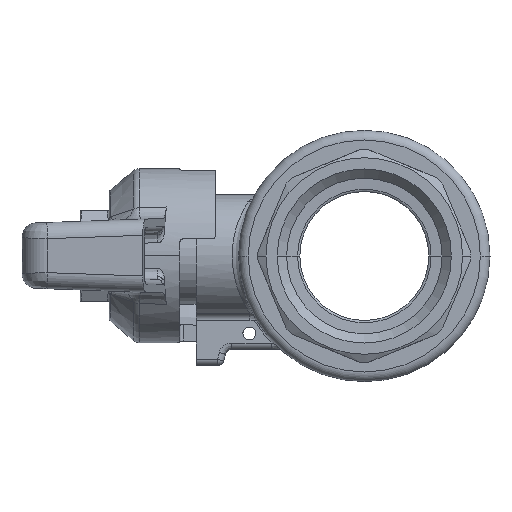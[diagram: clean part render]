
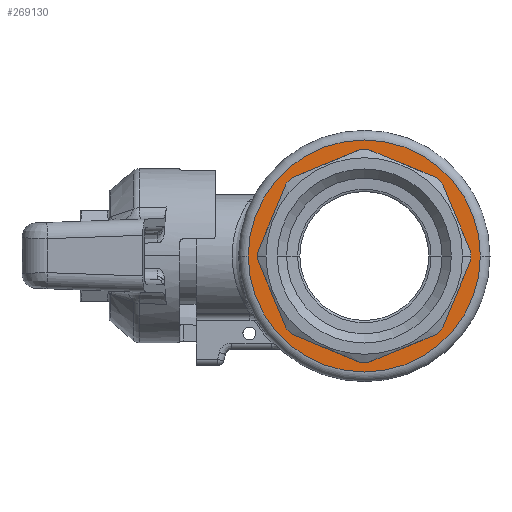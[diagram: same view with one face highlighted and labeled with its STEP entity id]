
A CAD part, left-side view. The second image highlights one B-rep face of the part: STEP entity #269130.
In plain terms, the highlighted face is planar.
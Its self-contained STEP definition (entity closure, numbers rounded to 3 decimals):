
#264900=CARTESIAN_POINT('',(19.5,-0.705,16.485));
#264910=VERTEX_POINT('',#264900);
#264960=CARTESIAN_POINT('',(19.5,0.,0.));
#264970=DIRECTION('',(-1.,-0.,0.));
#264980=DIRECTION('',(0.,-0.043,0.999));
#264990=AXIS2_PLACEMENT_3D('',#264960,#264970,#264980);
#265000=CIRCLE('',#264990,16.5);
#265010=CARTESIAN_POINT('',(19.5,0.705,16.485));
#265020=VERTEX_POINT('',#265010);
#265030=EDGE_CURVE('',#264910,#265020,#265000,.T.);
#265340=CARTESIAN_POINT('',(19.5,-11.158,12.155));
#265350=VERTEX_POINT('',#265340);
#265380=CARTESIAN_POINT('',(19.5,-11.158,12.155));
#265390=DIRECTION('',(0.,0.924,0.383));
#265400=VECTOR('',#265390,1.);
#265410=LINE('',#265380,#265400);
#265420=EDGE_CURVE('',#265350,#264910,#265410,.T.);
#265680=CARTESIAN_POINT('',(19.5,-12.155,11.158));
#265690=VERTEX_POINT('',#265680);
#265740=CARTESIAN_POINT('',(19.5,0.,0.));
#265750=DIRECTION('',(-1.,-0.,0.));
#265760=DIRECTION('',(0.,-0.737,0.676));
#265770=AXIS2_PLACEMENT_3D('',#265740,#265750,#265760);
#265780=CIRCLE('',#265770,16.5);
#265790=EDGE_CURVE('',#265690,#265350,#265780,.T.);
#266030=CARTESIAN_POINT('',(19.5,-16.485,0.705));
#266040=VERTEX_POINT('',#266030);
#266070=CARTESIAN_POINT('',(19.5,-16.485,0.705));
#266080=DIRECTION('',(0.,0.383,0.924));
#266090=VECTOR('',#266080,1.);
#266100=LINE('',#266070,#266090);
#266110=EDGE_CURVE('',#266040,#265690,#266100,.T.);
#266370=CARTESIAN_POINT('',(19.5,-16.485,-0.705));
#266380=VERTEX_POINT('',#266370);
#266410=CARTESIAN_POINT('',(19.5,0.,0.));
#266420=DIRECTION('',(-1.,-0.,0.));
#266430=DIRECTION('',(0.,-1.,0.));
#266440=AXIS2_PLACEMENT_3D('',#266410,#266420,#266430);
#266450=CIRCLE('',#266440,16.5);
#266460=EDGE_CURVE('',#266380,#266040,#266450,.T.);
#266640=CARTESIAN_POINT('',(19.5,-12.155,-11.158));
#266650=VERTEX_POINT('',#266640);
#266680=CARTESIAN_POINT('',(19.5,-12.155,-11.158));
#266690=DIRECTION('',(0.,-0.383,0.924));
#266700=VECTOR('',#266690,1.);
#266710=LINE('',#266680,#266700);
#266720=EDGE_CURVE('',#266650,#266380,#266710,.T.);
#266880=CARTESIAN_POINT('',(19.5,-11.158,-12.155));
#266890=VERTEX_POINT('',#266880);
#266920=CARTESIAN_POINT('',(19.5,0.,0.));
#266930=DIRECTION('',(-1.,-0.,0.));
#266940=DIRECTION('',(0.,-0.676,-0.737));
#266950=AXIS2_PLACEMENT_3D('',#266920,#266930,#266940);
#266960=CIRCLE('',#266950,16.5);
#266970=EDGE_CURVE('',#266890,#266650,#266960,.T.);
#267130=CARTESIAN_POINT('',(19.5,-0.705,-16.485));
#267140=VERTEX_POINT('',#267130);
#267170=CARTESIAN_POINT('',(19.5,-0.705,-16.485));
#267180=DIRECTION('',(0.,-0.924,0.383));
#267190=VECTOR('',#267180,1.);
#267200=LINE('',#267170,#267190);
#267210=EDGE_CURVE('',#267140,#266890,#267200,.T.);
#267370=CARTESIAN_POINT('',(19.5,0.705,-16.485));
#267380=VERTEX_POINT('',#267370);
#267410=CARTESIAN_POINT('',(19.5,0.,0.));
#267420=DIRECTION('',(-1.,0.,-0.));
#267430=DIRECTION('',(0.,0.043,-0.999));
#267440=AXIS2_PLACEMENT_3D('',#267410,#267420,#267430);
#267450=CIRCLE('',#267440,16.5);
#267460=EDGE_CURVE('',#267380,#267140,#267450,.T.);
#267620=CARTESIAN_POINT('',(19.5,11.158,-12.155));
#267630=VERTEX_POINT('',#267620);
#267660=CARTESIAN_POINT('',(19.5,11.158,-12.155));
#267670=DIRECTION('',(0.,-0.924,-0.383));
#267680=VECTOR('',#267670,1.);
#267690=LINE('',#267660,#267680);
#267700=EDGE_CURVE('',#267630,#267380,#267690,.T.);
#267860=CARTESIAN_POINT('',(19.5,12.155,-11.158));
#267870=VERTEX_POINT('',#267860);
#267900=CARTESIAN_POINT('',(19.5,0.,0.));
#267910=DIRECTION('',(-1.,0.,-0.));
#267920=DIRECTION('',(0.,0.737,-0.676));
#267930=AXIS2_PLACEMENT_3D('',#267900,#267910,#267920);
#267940=CIRCLE('',#267930,16.5);
#267950=EDGE_CURVE('',#267870,#267630,#267940,.T.);
#268110=CARTESIAN_POINT('',(19.5,16.485,-0.705));
#268120=VERTEX_POINT('',#268110);
#268150=CARTESIAN_POINT('',(19.5,16.485,-0.705));
#268160=DIRECTION('',(0.,-0.383,-0.924));
#268170=VECTOR('',#268160,1.);
#268180=LINE('',#268150,#268170);
#268190=EDGE_CURVE('',#268120,#267870,#268180,.T.);
#268410=CARTESIAN_POINT('',(19.5,16.485,0.705));
#268420=VERTEX_POINT('',#268410);
#268450=CARTESIAN_POINT('',(19.5,0.,0.));
#268460=DIRECTION('',(-1.,0.,0.));
#268470=DIRECTION('',(0.,0.999,0.043));
#268480=AXIS2_PLACEMENT_3D('',#268450,#268460,#268470);
#268490=CIRCLE('',#268480,16.5);
#268500=EDGE_CURVE('',#268420,#268120,#268490,.T.);
#268550=CARTESIAN_POINT('',(19.5,18.,0.));
#268560=DIRECTION('',(1.,0.,0.));
#268570=DIRECTION('',(0.,-1.,0.));
#268580=AXIS2_PLACEMENT_3D('',#268550,#268560,#268570);
#268590=PLANE('',#268580);
#268600=CARTESIAN_POINT('',(19.5,0.,0.));
#268610=DIRECTION('',(1.,0.,0.));
#268620=DIRECTION('',(0.,-1.,0.));
#268630=AXIS2_PLACEMENT_3D('',#268600,#268610,#268620);
#268640=CIRCLE('',#268630,18.);
#268650=CARTESIAN_POINT('',(19.5,18.,0.));
#268660=VERTEX_POINT('',#268650);
#268670=CARTESIAN_POINT('',(19.5,-18.,0.));
#268680=VERTEX_POINT('',#268670);
#268690=EDGE_CURVE('',#268660,#268680,#268640,.T.);
#268700=ORIENTED_EDGE('',*,*,#268690,.T.);
#268710=EDGE_CURVE('',#268680,#268660,#268640,.T.);
#268720=ORIENTED_EDGE('',*,*,#268710,.T.);
#268730=EDGE_LOOP('',(#268720,#268700));
#268740=FACE_OUTER_BOUND('',#268730,.T.);
#268750=ORIENTED_EDGE('',*,*,#265790,.T.);
#268760=ORIENTED_EDGE('',*,*,#266110,.T.);
#268770=ORIENTED_EDGE('',*,*,#266460,.T.);
#268780=ORIENTED_EDGE('',*,*,#266720,.T.);
#268790=ORIENTED_EDGE('',*,*,#266970,.T.);
#268800=ORIENTED_EDGE('',*,*,#267210,.T.);
#268810=ORIENTED_EDGE('',*,*,#267460,.T.);
#268820=ORIENTED_EDGE('',*,*,#267700,.T.);
#268830=ORIENTED_EDGE('',*,*,#267950,.T.);
#268840=ORIENTED_EDGE('',*,*,#268190,.T.);
#268850=ORIENTED_EDGE('',*,*,#268500,.T.);
#268860=CARTESIAN_POINT('',(19.5,12.155,11.158));
#268870=DIRECTION('',(0.,0.383,-0.924));
#268880=VECTOR('',#268870,1.);
#268890=LINE('',#268860,#268880);
#268900=CARTESIAN_POINT('',(19.5,12.155,11.158));
#268910=VERTEX_POINT('',#268900);
#268920=EDGE_CURVE('',#268910,#268420,#268890,.T.);
#268930=ORIENTED_EDGE('',*,*,#268920,.T.);
#268940=CARTESIAN_POINT('',(19.5,0.,0.));
#268950=DIRECTION('',(-1.,0.,0.));
#268960=DIRECTION('',(0.,0.676,0.737));
#268970=AXIS2_PLACEMENT_3D('',#268940,#268950,#268960);
#268980=CIRCLE('',#268970,16.5);
#268990=CARTESIAN_POINT('',(19.5,11.158,12.155));
#269000=VERTEX_POINT('',#268990);
#269010=EDGE_CURVE('',#269000,#268910,#268980,.T.);
#269020=ORIENTED_EDGE('',*,*,#269010,.T.);
#269030=CARTESIAN_POINT('',(19.5,0.705,16.485));
#269040=DIRECTION('',(0.,0.924,-0.383));
#269050=VECTOR('',#269040,1.);
#269060=LINE('',#269030,#269050);
#269070=EDGE_CURVE('',#265020,#269000,#269060,.T.);
#269080=ORIENTED_EDGE('',*,*,#269070,.T.);
#269090=ORIENTED_EDGE('',*,*,#265030,.T.);
#269100=ORIENTED_EDGE('',*,*,#265420,.T.);
#269110=EDGE_LOOP('',(#269100,#269090,#269080,#269020,#268930,#268850,
#268840,#268830,#268820,#268810,#268800,#268790,#268780,#268770,#268760,
#268750));
#269120=FACE_BOUND('',#269110,.T.);
#269130=ADVANCED_FACE('',(#268740,#269120),#268590,.T.);
